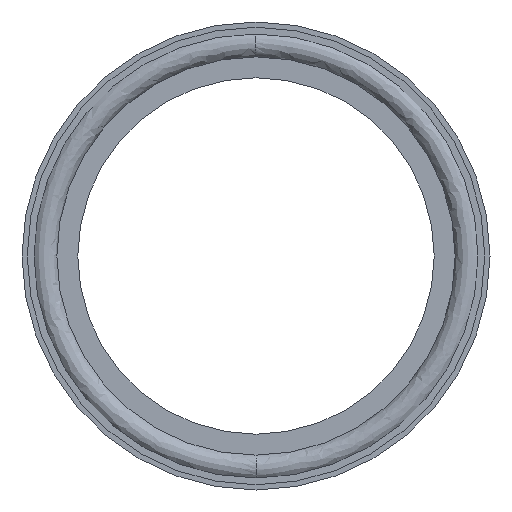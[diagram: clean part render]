
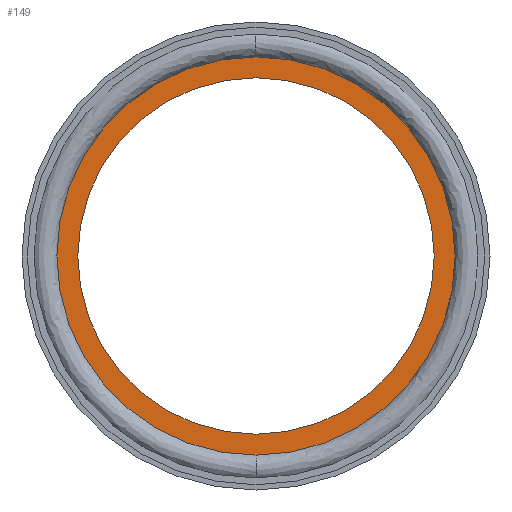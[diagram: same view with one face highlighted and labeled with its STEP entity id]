
A CAD part, left-side view. The second image highlights one B-rep face of the part: STEP entity #149.
In plain terms, the highlighted planar face has unit normal (-1, 0, 0).
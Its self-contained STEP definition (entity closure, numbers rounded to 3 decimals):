
#149=ADVANCED_FACE('',(#184,#185),#183,.F.);
#183=PLANE('',#532);
#184=FACE_OUTER_BOUND('',#533,.T.);
#185=FACE_BOUND('',#534,.T.);
#529=CARTESIAN_POINT('',(-1.95,-75.818,48.));
#530=DIRECTION('',(1.,0.,0.));
#531=DIRECTION('',(0.,0.,-1.));
#532=AXIS2_PLACEMENT_3D('',#529,#530,#531);
#533=EDGE_LOOP('',(#835,#836));
#534=EDGE_LOOP('',(#837,#838));
#835=ORIENTED_EDGE('',*,*,#971,.T.);
#836=ORIENTED_EDGE('',*,*,#972,.T.);
#837=ORIENTED_EDGE('',*,*,#973,.F.);
#838=ORIENTED_EDGE('',*,*,#974,.F.);
#971=EDGE_CURVE('',#1039,#1040,#1041,.T.);
#972=EDGE_CURVE('',#1040,#1039,#1047,.T.);
#973=EDGE_CURVE('',#1053,#1054,#1055,.T.);
#974=EDGE_CURVE('',#1054,#1053,#1061,.T.);
#1039=VERTEX_POINT('',#1487);
#1040=VERTEX_POINT('',#1488);
#1041=CIRCLE('',#1492,38.);
#1047=CIRCLE('',#1496,38.);
#1053=VERTEX_POINT('',#1497);
#1054=VERTEX_POINT('',#1498);
#1055=CIRCLE('',#1502,34.);
#1061=CIRCLE('',#1506,34.);
#1487=CARTESIAN_POINT('',(-1.95,0.,38.));
#1488=CARTESIAN_POINT('',(-1.95,0.,-38.));
#1489=CARTESIAN_POINT('',(-1.95,0.,0.));
#1490=DIRECTION('',(-1.,0.,0.));
#1491=DIRECTION('',(0.,0.,1.));
#1492=AXIS2_PLACEMENT_3D('',#1489,#1490,#1491);
#1493=CARTESIAN_POINT('',(-1.95,0.,0.));
#1494=DIRECTION('',(-1.,0.,0.));
#1495=DIRECTION('',(0.,0.,1.));
#1496=AXIS2_PLACEMENT_3D('',#1493,#1494,#1495);
#1497=CARTESIAN_POINT('',(-1.95,0.,-34.));
#1498=CARTESIAN_POINT('',(-1.95,0.,34.));
#1499=CARTESIAN_POINT('',(-1.95,0.,0.));
#1500=DIRECTION('',(-1.,0.,0.));
#1501=DIRECTION('',(0.,0.,1.));
#1502=AXIS2_PLACEMENT_3D('',#1499,#1500,#1501);
#1503=CARTESIAN_POINT('',(-1.95,0.,0.));
#1504=DIRECTION('',(-1.,0.,0.));
#1505=DIRECTION('',(0.,0.,1.));
#1506=AXIS2_PLACEMENT_3D('',#1503,#1504,#1505);
